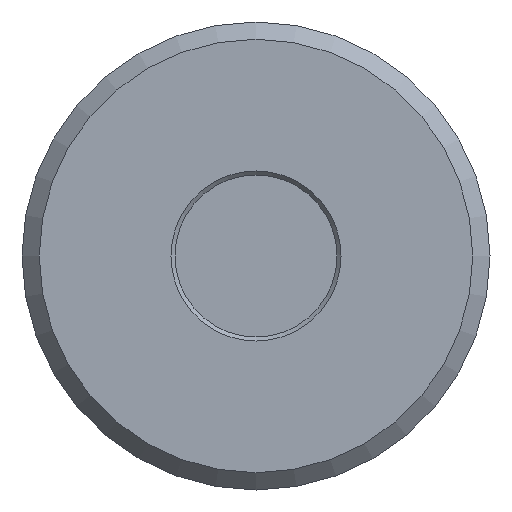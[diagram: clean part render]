
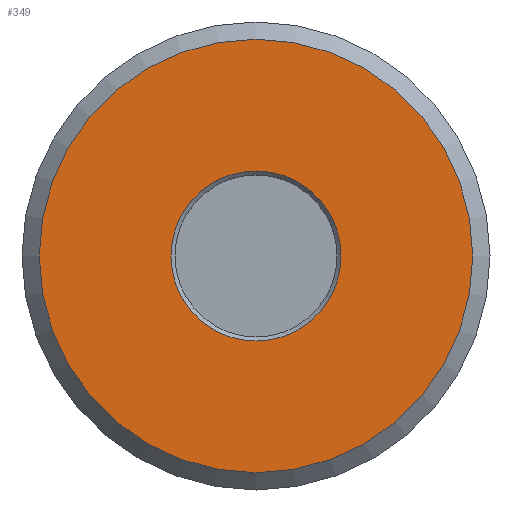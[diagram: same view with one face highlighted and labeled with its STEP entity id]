
A CAD part, front view. The second image highlights one B-rep face of the part: STEP entity #349.
In plain terms, the highlighted planar face has unit normal (0, -1, 0).
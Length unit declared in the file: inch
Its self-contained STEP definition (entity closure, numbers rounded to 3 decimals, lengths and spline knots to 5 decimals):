
#63 = ORIENTED_EDGE ( 'NONE', *, *, #171, .T. ) ;
#98 = VERTEX_POINT ( 'NONE', #321 ) ;
#99 = AXIS2_PLACEMENT_3D ( 'NONE', #277, #363, #358 ) ;
#109 = EDGE_CURVE ( 'NONE', #98, #98, #370, .T. ) ;
#124 = DIRECTION ( 'NONE',  ( 0., 1., 0. ) ) ;
#139 = CARTESIAN_POINT ( 'NONE',  ( 0., 0., 0.1477 ) ) ;
#142 = AXIS2_PLACEMENT_3D ( 'NONE', #368, #356, #350 ) ;
#171 = EDGE_CURVE ( 'NONE', #312, #312, #482, .T. ) ;
#188 = FACE_OUTER_BOUND ( 'NONE', #252, .T. ) ;
#210 = EDGE_LOOP ( 'NONE', ( #63 ) ) ;
#252 = EDGE_LOOP ( 'NONE', ( #507 ) ) ;
#277 = CARTESIAN_POINT ( 'NONE',  ( 0., 0., 0. ) ) ;
#312 = VERTEX_POINT ( 'NONE', #139 ) ;
#318 = FACE_BOUND ( 'NONE', #210, .T. ) ;
#321 = CARTESIAN_POINT ( 'NONE',  ( 0., 0., 0.37625 ) ) ;
#349 = ADVANCED_FACE ( 'NONE', ( #318, #188 ), #504, .T. ) ;
#350 = DIRECTION ( 'NONE',  ( 0., 0., -1. ) ) ;
#356 = DIRECTION ( 'NONE',  ( 0., -1., 0. ) ) ;
#358 = DIRECTION ( 'NONE',  ( 0., 0., 1. ) ) ;
#363 = DIRECTION ( 'NONE',  ( 0., 1., 0. ) ) ;
#368 = CARTESIAN_POINT ( 'NONE',  ( -0.1477, 0., 0. ) ) ;
#370 = CIRCLE ( 'NONE', #456, 0.37625 ) ;
#427 = CARTESIAN_POINT ( 'NONE',  ( 0., 0., 0. ) ) ;
#452 = DIRECTION ( 'NONE',  ( 0., 0., 1. ) ) ;
#456 = AXIS2_PLACEMENT_3D ( 'NONE', #427, #124, #452 ) ;
#482 = CIRCLE ( 'NONE', #99, 0.1477 ) ;
#504 = PLANE ( 'NONE',  #142 ) ;
#507 = ORIENTED_EDGE ( 'NONE', *, *, #109, .F. ) ;
